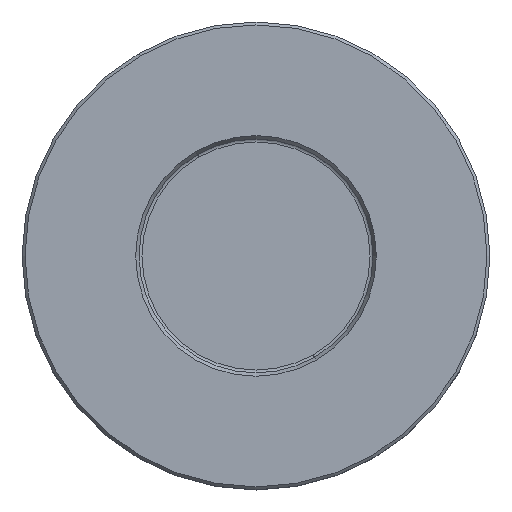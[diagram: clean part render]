
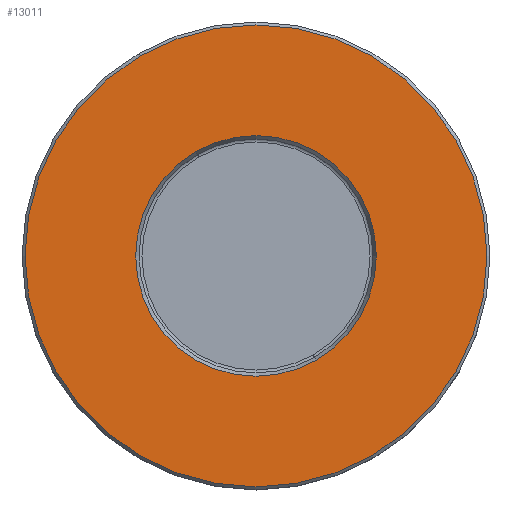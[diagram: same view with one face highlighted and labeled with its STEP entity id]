
A CAD part, top view. The second image highlights one B-rep face of the part: STEP entity #13011.
In plain terms, the highlighted planar face has unit normal (0, 0, 1).
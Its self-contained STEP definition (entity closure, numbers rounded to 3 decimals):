
#224=CARTESIAN_POINT('',(0.,0.,66.));
#225=DIRECTION('',(0.,0.,1.));
#226=DIRECTION('',(-0.5,0.866,0.));
#227=AXIS2_PLACEMENT_3D('',#224,#225,#226);
#232=CARTESIAN_POINT('',(0.,0.,66.));
#233=DIRECTION('',(0.,0.,-1.));
#234=DIRECTION('',(-0.5,0.866,0.));
#235=AXIS2_PLACEMENT_3D('',#232,#233,#234);
#254=CARTESIAN_POINT('',(0.,0.,66.));
#255=DIRECTION('',(0.,0.,-1.));
#256=DIRECTION('',(-0.5,0.866,0.));
#257=AXIS2_PLACEMENT_3D('',#254,#255,#256);
#262=CARTESIAN_POINT('',(0.,0.,66.));
#263=DIRECTION('',(0.,0.,1.));
#264=DIRECTION('',(-0.5,0.866,0.));
#265=AXIS2_PLACEMENT_3D('',#262,#263,#264);
#12703=CARTESIAN_POINT('',(-10.289,17.821,66.));
#12704=VERTEX_POINT('',#12703);
#12705=CARTESIAN_POINT('',(-19.75,34.208,66.));
#12707=VERTEX_POINT('',#12705);
#12761=CARTESIAN_POINT('',(10.289,-17.821,66.));
#12762=VERTEX_POINT('',#12761);
#12763=CARTESIAN_POINT('',(19.75,-34.208,66.));
#12765=VERTEX_POINT('',#12763);
#12996=CARTESIAN_POINT('',(0.,0.,66.));
#12997=DIRECTION('',(0.,0.,1.));
#12998=DIRECTION('',(0.5,-0.866,0.));
#12999=AXIS2_PLACEMENT_3D('',#12996,#12997,#12998);
#13000=PLANE('',#12999);
#13002=ORIENTED_EDGE('',*,*,#13001,.T.);
#13004=ORIENTED_EDGE('',*,*,#13003,.F.);
#13005=EDGE_LOOP('',(#13002,#13004));
#13006=FACE_OUTER_BOUND('',#13005,.F.);
#13007=ORIENTED_EDGE('',*,*,#12978,.T.);
#13008=ORIENTED_EDGE('',*,*,#12989,.F.);
#13009=EDGE_LOOP('',(#13007,#13008));
#13010=FACE_BOUND('',#13009,.F.);
#13011=ADVANCED_FACE('',(#13006,#13010),#13000,.T.);
#228=CIRCLE('',#227,20.577);
#236=CIRCLE('',#235,20.577);
#258=CIRCLE('',#257,39.5);
#266=CIRCLE('',#265,39.5);
#12978=EDGE_CURVE('',#12704,#12762,#228,.T.);
#12989=EDGE_CURVE('',#12704,#12762,#236,.T.);
#13001=EDGE_CURVE('',#12707,#12765,#258,.T.);
#13003=EDGE_CURVE('',#12707,#12765,#266,.T.);
